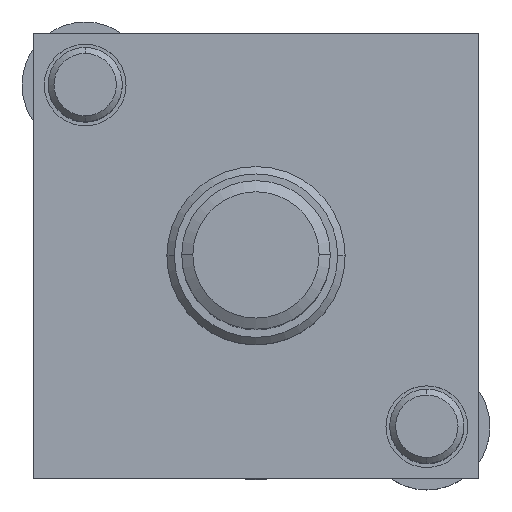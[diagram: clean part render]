
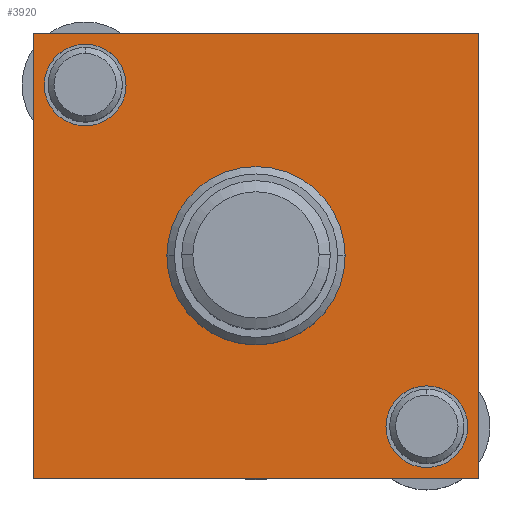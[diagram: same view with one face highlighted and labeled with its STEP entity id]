
A CAD part, top view. The second image highlights one B-rep face of the part: STEP entity #3920.
In plain terms, the highlighted planar face has unit normal (0, 0, 1).
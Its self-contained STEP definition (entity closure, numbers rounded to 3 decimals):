
#120=CARTESIAN_POINT('',(-8.75,11.5,3.));
#130=VERTEX_POINT('',#120);
#160=CARTESIAN_POINT('',(-11.5,11.5,3.));
#170=DIRECTION('',(0.,0.,-1.));
#180=DIRECTION('',(1.,0.,0.));
#190=AXIS2_PLACEMENT_3D('',#160,#170,#180);
#200=CIRCLE('',#190,2.75);
#210=CARTESIAN_POINT('',(-14.25,11.5,3.));
#220=VERTEX_POINT('',#210);
#230=EDGE_CURVE('',#130,#220,#200,.T.);
#540=CARTESIAN_POINT('',(8.75,-11.5,3.));
#550=VERTEX_POINT('',#540);
#580=CARTESIAN_POINT('',(11.5,-11.5,3.));
#590=DIRECTION('',(0.,0.,-1.));
#600=DIRECTION('',(1.,0.,0.));
#610=AXIS2_PLACEMENT_3D('',#580,#590,#600);
#620=CIRCLE('',#610,2.75);
#630=CARTESIAN_POINT('',(14.25,-11.5,3.));
#640=VERTEX_POINT('',#630);
#650=EDGE_CURVE('',#550,#640,#620,.T.);
#960=CARTESIAN_POINT('',(-15.,-15.,3.));
#970=VERTEX_POINT('',#960);
#1120=CARTESIAN_POINT('',(-15.,15.,3.));
#1130=VERTEX_POINT('',#1120);
#1160=CARTESIAN_POINT('',(-15.,0.,3.));
#1170=DIRECTION('',(0.,-1.,0.));
#1180=VECTOR('',#1170,1.);
#1190=LINE('',#1160,#1180);
#1200=EDGE_CURVE('',#1130,#970,#1190,.T.);
#1360=CARTESIAN_POINT('',(15.,15.,3.));
#1370=VERTEX_POINT('',#1360);
#1520=CARTESIAN_POINT('',(15.,-15.,3.));
#1530=VERTEX_POINT('',#1520);
#1560=CARTESIAN_POINT('',(15.,0.,3.));
#1570=DIRECTION('',(0.,1.,0.));
#1580=VECTOR('',#1570,1.);
#1590=LINE('',#1560,#1580);
#1600=EDGE_CURVE('',#1530,#1370,#1590,.T.);
#2890=CARTESIAN_POINT('',(6.,0.,3.));
#2900=VERTEX_POINT('',#2890);
#2980=CARTESIAN_POINT('',(-6.,0.,3.));
#2990=VERTEX_POINT('',#2980);
#3020=CARTESIAN_POINT('',(0.,0.,3.));
#3030=DIRECTION('',(0.,0.,-1.));
#3040=DIRECTION('',(-1.,0.,0.));
#3050=AXIS2_PLACEMENT_3D('',#3020,#3030,#3040);
#3060=CIRCLE('',#3050,6.);
#3070=EDGE_CURVE('',#2990,#2900,#3060,.T.);
#3490=CARTESIAN_POINT('',(0.,15.,3.));
#3500=DIRECTION('',(-1.,0.,0.));
#3510=VECTOR('',#3500,1.);
#3520=LINE('',#3490,#3510);
#3530=EDGE_CURVE('',#1370,#1130,#3520,.T.);
#3610=CARTESIAN_POINT('',(-15.3,-15.3,3.));
#3620=DIRECTION('',(0.,0.,1.));
#3630=DIRECTION('',(1.,0.,0.));
#3640=AXIS2_PLACEMENT_3D('',#3610,#3620,#3630);
#3650=PLANE('',#3640);
#3660=EDGE_CURVE('',#2900,#2990,#3060,.T.);
#3670=ORIENTED_EDGE('',*,*,#3660,.T.);
#3680=ORIENTED_EDGE('',*,*,#3070,.T.);
#3690=EDGE_LOOP('',(#3680,#3670));
#3700=FACE_BOUND('',#3690,.T.);
#3710=ORIENTED_EDGE('',*,*,#230,.T.);
#3720=EDGE_CURVE('',#220,#130,#200,.T.);
#3730=ORIENTED_EDGE('',*,*,#3720,.T.);
#3740=EDGE_LOOP('',(#3730,#3710));
#3750=FACE_BOUND('',#3740,.T.);
#3760=ORIENTED_EDGE('',*,*,#650,.T.);
#3770=EDGE_CURVE('',#640,#550,#620,.T.);
#3780=ORIENTED_EDGE('',*,*,#3770,.T.);
#3790=EDGE_LOOP('',(#3780,#3760));
#3800=FACE_BOUND('',#3790,.T.);
#3810=ORIENTED_EDGE('',*,*,#1600,.T.);
#3820=CARTESIAN_POINT('',(0.,-15.,3.));
#3830=DIRECTION('',(1.,0.,0.));
#3840=VECTOR('',#3830,1.);
#3850=LINE('',#3820,#3840);
#3860=EDGE_CURVE('',#970,#1530,#3850,.T.);
#3870=ORIENTED_EDGE('',*,*,#3860,.T.);
#3880=ORIENTED_EDGE('',*,*,#1200,.T.);
#3890=ORIENTED_EDGE('',*,*,#3530,.T.);
#3900=EDGE_LOOP('',(#3890,#3880,#3870,#3810));
#3910=FACE_OUTER_BOUND('',#3900,.T.);
#3920=ADVANCED_FACE('',(#3700,#3750,#3800,#3910),#3650,.T.);
